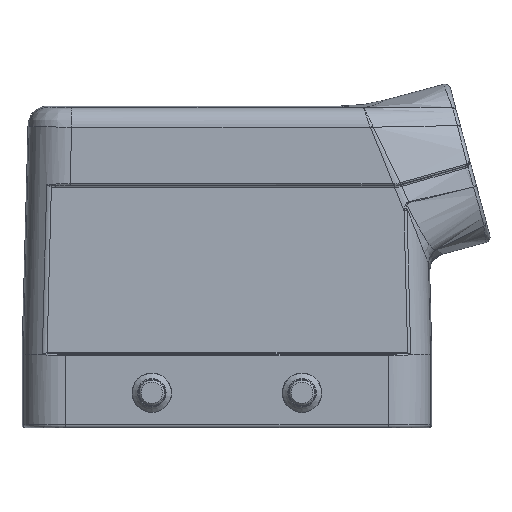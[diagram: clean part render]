
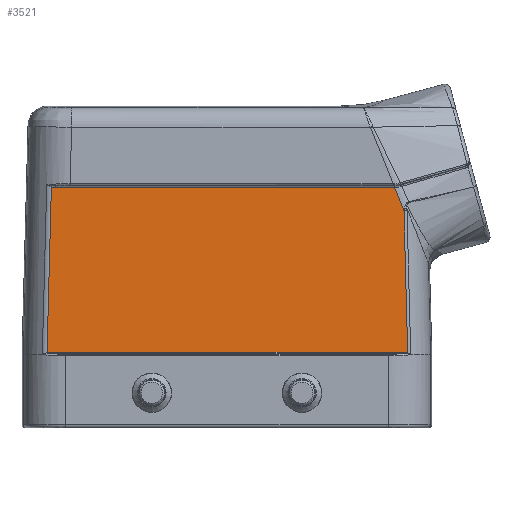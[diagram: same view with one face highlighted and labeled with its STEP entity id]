
A CAD part, front view. The second image highlights one B-rep face of the part: STEP entity #3521.
In plain terms, the highlighted planar face has unit normal (0, -1, 0.015).
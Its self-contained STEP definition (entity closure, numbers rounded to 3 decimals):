
#3521=ADVANCED_FACE('',(#4196),#4024,.T.);
#4024=PLANE('',#14771);
#4196=FACE_OUTER_BOUND('',#4669,.T.);
#4669=EDGE_LOOP('',(#5411,#5412,#5413,#5414,#5415,#5416,#5417,#5418));
#5411=ORIENTED_EDGE('',*,*,#8448,.T.);
#5412=ORIENTED_EDGE('',*,*,#8449,.T.);
#5413=ORIENTED_EDGE('',*,*,#8450,.T.);
#5414=ORIENTED_EDGE('',*,*,#8451,.T.);
#5415=ORIENTED_EDGE('',*,*,#8452,.T.);
#5416=ORIENTED_EDGE('',*,*,#8453,.T.);
#5417=ORIENTED_EDGE('',*,*,#8454,.T.);
#5418=ORIENTED_EDGE('',*,*,#8455,.T.);
#7719=VERTEX_POINT('',#20047);
#7720=VERTEX_POINT('',#20048);
#7721=VERTEX_POINT('',#20053);
#7722=VERTEX_POINT('',#20055);
#7723=VERTEX_POINT('',#20060);
#7724=VERTEX_POINT('',#20062);
#7725=VERTEX_POINT('',#20070);
#7726=VERTEX_POINT('',#20072);
#8448=EDGE_CURVE('',#7719,#7720,#12018,.T.);
#8449=EDGE_CURVE('',#7720,#7721,#9872,.T.);
#8450=EDGE_CURVE('',#7721,#7722,#12019,.T.);
#8451=EDGE_CURVE('',#7722,#7723,#9873,.T.);
#8452=EDGE_CURVE('',#7723,#7724,#12020,.T.);
#8453=EDGE_CURVE('',#7724,#7725,#9874,.T.);
#8454=EDGE_CURVE('',#7725,#7726,#12021,.T.);
#8455=EDGE_CURVE('',#7726,#7719,#9875,.T.);
#9872=B_SPLINE_CURVE_WITH_KNOTS('',3,(#20049,#20050,#20051,#20052),
 .UNSPECIFIED.,.F.,.F.,(4,4),(0.,1.),.UNSPECIFIED.);
#9873=B_SPLINE_CURVE_WITH_KNOTS('',3,(#20056,#20057,#20058,#20059),
 .UNSPECIFIED.,.F.,.F.,(4,4),(0.,1.),.UNSPECIFIED.);
#9874=B_SPLINE_CURVE_WITH_KNOTS('',3,(#20063,#20064,#20065,#20066,#20067,
#20068,#20069),.UNSPECIFIED.,.F.,.F.,(4,3,4),(0.,0.369,1.),
 .UNSPECIFIED.);
#9875=B_SPLINE_CURVE_WITH_KNOTS('',3,(#20073,#20074,#20075,#20076,#20077,
#20078,#20079,#20080,#20081,#20082,#20083,#20084,#20085,#20086,#20087,#20088),
 .UNSPECIFIED.,.F.,.F.,(4,3,3,3,3,4),(0.,0.045,0.339,
0.634,0.909,1.),.UNSPECIFIED.);
#12018=LINE('',#20046,#12662);
#12019=LINE('',#20054,#12663);
#12020=LINE('',#20061,#12664);
#12021=LINE('',#20071,#12665);
#12662=VECTOR('',#15715,1.);
#12663=VECTOR('',#15716,1.);
#12664=VECTOR('',#15717,1.);
#12665=VECTOR('',#15718,1.);
#14771=AXIS2_PLACEMENT_3D('',#20089,#15719,#15720);
#15715=DIRECTION('',(-1.,0.,0.));
#15716=DIRECTION('',(-0.026,-0.015,-1.));
#15717=DIRECTION('',(1.,0.,0.));
#15718=DIRECTION('',(-0.026,0.015,1.));
#15719=DIRECTION('',(0.,-1.,0.015));
#15720=DIRECTION('',(0.,-0.015,-1.));
#20046=CARTESIAN_POINT('',(-30.969,-20.063,33.419));
#20047=CARTESIAN_POINT('',(29.693,-20.063,33.419));
#20048=CARTESIAN_POINT('',(-30.398,-20.063,33.419));
#20049=CARTESIAN_POINT('',(-30.398,-20.063,33.419));
#20050=CARTESIAN_POINT('',(-30.636,-20.063,33.419));
#20051=CARTESIAN_POINT('',(-30.873,-20.063,33.434));
#20052=CARTESIAN_POINT('',(-31.103,-20.062,33.5));
#20053=CARTESIAN_POINT('',(-31.103,-20.062,33.5));
#20054=CARTESIAN_POINT('',(-31.822,-20.471,5.793));
#20055=CARTESIAN_POINT('',(-31.863,-20.495,4.205));
#20056=CARTESIAN_POINT('',(-31.863,-20.495,4.205));
#20057=CARTESIAN_POINT('',(-31.654,-20.494,4.26));
#20058=CARTESIAN_POINT('',(-31.434,-20.494,4.275));
#20059=CARTESIAN_POINT('',(-31.218,-20.494,4.275));
#20060=CARTESIAN_POINT('',(-31.218,-20.494,4.275));
#20061=CARTESIAN_POINT('',(31.764,-20.494,4.275));
#20062=CARTESIAN_POINT('',(31.218,-20.494,4.275));
#20063=CARTESIAN_POINT('',(31.218,-20.494,4.275));
#20064=CARTESIAN_POINT('',(31.317,-20.494,4.275));
#20065=CARTESIAN_POINT('',(31.417,-20.494,4.271));
#20066=CARTESIAN_POINT('',(31.516,-20.494,4.263));
#20067=CARTESIAN_POINT('',(31.684,-20.494,4.248));
#20068=CARTESIAN_POINT('',(31.854,-20.494,4.219));
#20069=CARTESIAN_POINT('',(32.012,-20.495,4.157));
#20070=CARTESIAN_POINT('',(32.012,-20.495,4.157));
#20071=CARTESIAN_POINT('',(32.018,-20.499,3.916));
#20072=CARTESIAN_POINT('',(31.36,-20.124,29.273));
#20073=CARTESIAN_POINT('',(31.36,-20.124,29.273));
#20074=CARTESIAN_POINT('',(31.336,-20.123,29.335));
#20075=CARTESIAN_POINT('',(31.313,-20.122,29.397));
#20076=CARTESIAN_POINT('',(31.289,-20.122,29.459));
#20077=CARTESIAN_POINT('',(31.13,-20.116,29.869));
#20078=CARTESIAN_POINT('',(30.973,-20.109,30.279));
#20079=CARTESIAN_POINT('',(30.813,-20.103,30.688));
#20080=CARTESIAN_POINT('',(30.653,-20.097,31.096));
#20081=CARTESIAN_POINT('',(30.49,-20.091,31.504));
#20082=CARTESIAN_POINT('',(30.324,-20.085,31.911));
#20083=CARTESIAN_POINT('',(30.169,-20.08,32.29));
#20084=CARTESIAN_POINT('',(30.011,-20.074,32.669));
#20085=CARTESIAN_POINT('',(29.852,-20.069,33.046));
#20086=CARTESIAN_POINT('',(29.799,-20.067,33.171));
#20087=CARTESIAN_POINT('',(29.746,-20.065,33.295));
#20088=CARTESIAN_POINT('',(29.693,-20.063,33.419));
#20089=CARTESIAN_POINT('',(36.3,-20.497,4.027));
